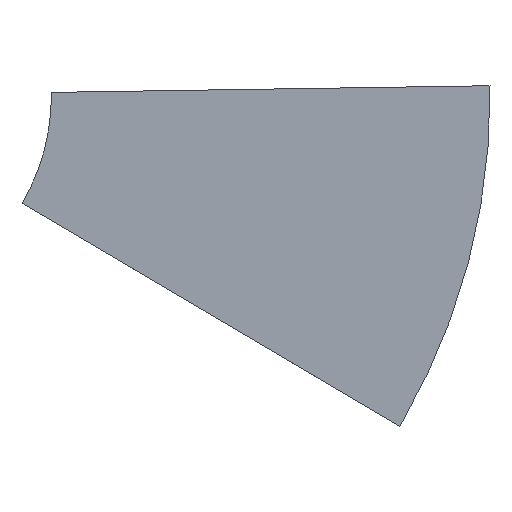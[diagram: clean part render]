
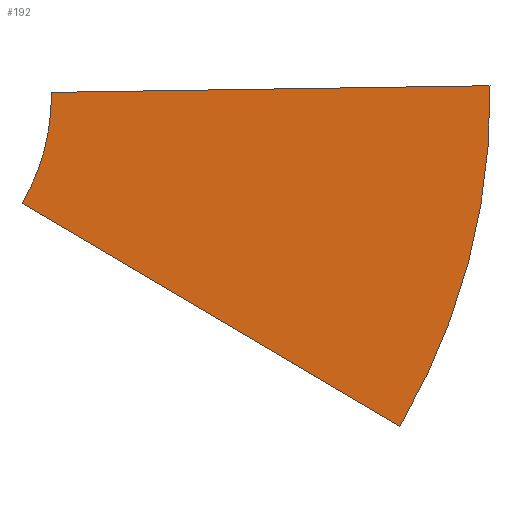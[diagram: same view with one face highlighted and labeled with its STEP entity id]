
A CAD part, top view. The second image highlights one B-rep face of the part: STEP entity #192.
In plain terms, the highlighted planar face has unit normal (0, 0, 1).
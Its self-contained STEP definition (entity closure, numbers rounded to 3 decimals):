
#137=CARTESIAN_POINT('Axis2P3D Location',(-13.104,-0.198,3.175)) ;
#142=CARTESIAN_POINT('Axis2P3D Location',(-13.104,-0.198,3.175)) ;
#146=CARTESIAN_POINT('Vertex',(95.341,1.444,3.175)) ;
#148=CARTESIAN_POINT('Vertex',(91.738,-27.967,3.175)) ;
#151=CARTESIAN_POINT('Axis2P3D Location',(-13.104,-0.198,3.175)) ;
#155=CARTESIAN_POINT('Vertex',(80.31,-55.306,3.175)) ;
#158=CARTESIAN_POINT('Line Origine',(176.897,-112.285,3.175)) ;
#162=CARTESIAN_POINT('Vertex',(273.484,-169.264,3.175)) ;
#165=CARTESIAN_POINT('Axis2P3D Location',(-13.104,-0.198,3.175)) ;
#169=CARTESIAN_POINT('Vertex',(308.545,-85.391,3.175)) ;
#172=CARTESIAN_POINT('Axis2P3D Location',(-13.104,-0.198,3.175)) ;
#176=CARTESIAN_POINT('Vertex',(319.597,4.84,3.175)) ;
#179=CARTESIAN_POINT('Line Origine',(207.469,3.142,3.175)) ;
#160=VECTOR('Line Direction',#159,1.) ;
#181=VECTOR('Line Direction',#180,1.) ;
#138=DIRECTION('Axis2P3D Direction',(0.,-0.,1.)) ;
#139=DIRECTION('Axis2P3D XDirection',(1.,0.015,0.)) ;
#143=DIRECTION('Axis2P3D Direction',(0.,-0.,1.)) ;
#152=DIRECTION('Axis2P3D Direction',(0.,-0.,1.)) ;
#159=DIRECTION('Vector Direction',(0.861,-0.508,0.)) ;
#166=DIRECTION('Axis2P3D Direction',(0.,-0.,1.)) ;
#173=DIRECTION('Axis2P3D Direction',(0.,-0.,1.)) ;
#180=DIRECTION('Vector Direction',(1.,0.015,0.)) ;
#140=AXIS2_PLACEMENT_3D('Plane Axis2P3D',#137,#138,#139) ;
#144=AXIS2_PLACEMENT_3D('Circle Axis2P3D',#142,#143,$) ;
#153=AXIS2_PLACEMENT_3D('Circle Axis2P3D',#151,#152,$) ;
#167=AXIS2_PLACEMENT_3D('Circle Axis2P3D',#165,#166,$) ;
#174=AXIS2_PLACEMENT_3D('Circle Axis2P3D',#172,#173,$) ;
#161=LINE('Line',#158,#160) ;
#182=LINE('Line',#179,#181) ;
#145=CIRCLE('generated circle',#144,108.458) ;
#154=CIRCLE('generated circle',#153,108.458) ;
#168=CIRCLE('generated circle',#167,332.74) ;
#175=CIRCLE('generated circle',#174,332.74) ;
#141=PLANE('',#140) ;
#150=EDGE_CURVE('',#147,#149,#145,.F.) ;
#157=EDGE_CURVE('',#149,#156,#154,.F.) ;
#164=EDGE_CURVE('',#156,#163,#161,.T.) ;
#171=EDGE_CURVE('',#163,#170,#168,.T.) ;
#178=EDGE_CURVE('',#170,#177,#175,.T.) ;
#183=EDGE_CURVE('',#177,#147,#182,.F.) ;
#185=ORIENTED_EDGE('',*,*,#150,.T.) ;
#186=ORIENTED_EDGE('',*,*,#157,.T.) ;
#187=ORIENTED_EDGE('',*,*,#164,.T.) ;
#188=ORIENTED_EDGE('',*,*,#171,.T.) ;
#189=ORIENTED_EDGE('',*,*,#178,.T.) ;
#190=ORIENTED_EDGE('',*,*,#183,.T.) ;
#184=EDGE_LOOP('',(#185,#186,#187,#188,#189,#190)) ;
#147=VERTEX_POINT('',#146) ;
#149=VERTEX_POINT('',#148) ;
#156=VERTEX_POINT('',#155) ;
#163=VERTEX_POINT('',#162) ;
#170=VERTEX_POINT('',#169) ;
#177=VERTEX_POINT('',#176) ;
#192=ADVANCED_FACE('PartBody',(#191),#141,.T.) ;
#191=FACE_OUTER_BOUND('',#184,.T.) ;
